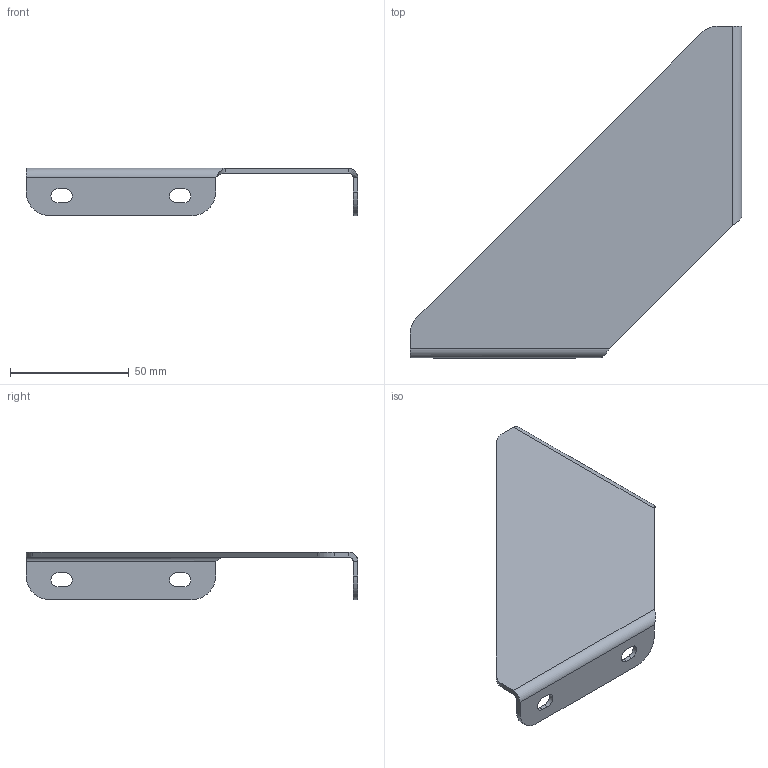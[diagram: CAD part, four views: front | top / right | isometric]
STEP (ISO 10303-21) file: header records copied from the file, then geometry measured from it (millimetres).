
FILE_DESCRIPTION (( 'STEP AP214' ), '1' );
FILE_NAME ('722.000-02.STEP', '2024-10-11T04:19:54', ( '' ), ( '' ), 'SwSTEP 2.0', 'SolidWorks 2021', '' );
FILE_SCHEMA (( 'AUTOMOTIVE_DESIGN' ));
Length unit declared in the file: millimetre
Products named in the file (1): 722.000-02
Bounding box: 140 x 140 x 20 mm (x, y, z)
Volume: 24561.2 mm3; surface area: 25759.2 mm2
Topology: 1 solids, 1 shells, 46 faces, 116 edges, 72 vertices
Faces by surface type: plane 26, cylinder 18, bspline 2
Entity records: 1530 total; most frequent: CARTESIAN_POINT 365, DIRECTION 234, ORIENTED_EDGE 232, EDGE_CURVE 116, LINE 80, VECTOR 80, AXIS2_PLACEMENT_3D 77, VERTEX_POINT 72
